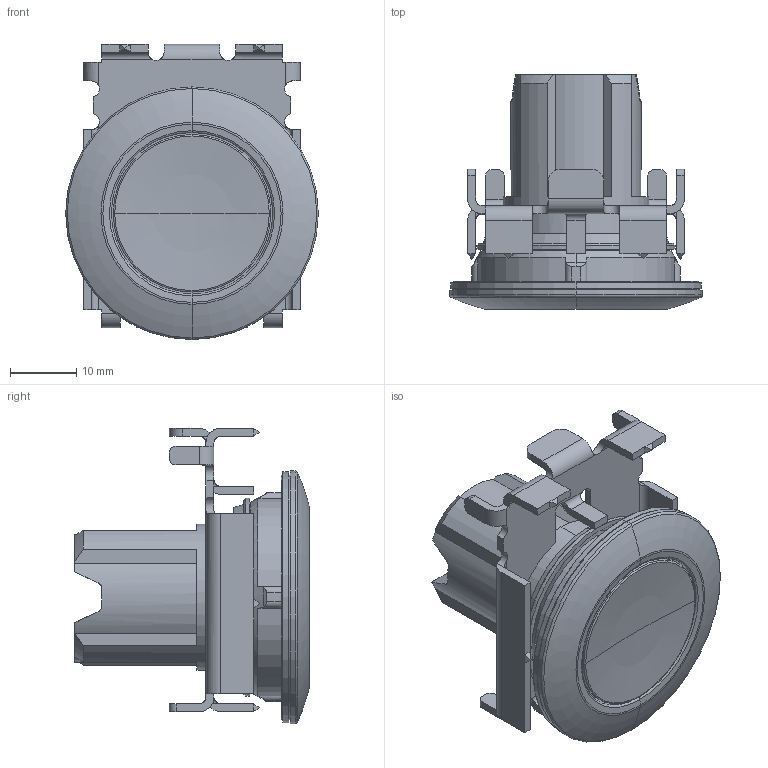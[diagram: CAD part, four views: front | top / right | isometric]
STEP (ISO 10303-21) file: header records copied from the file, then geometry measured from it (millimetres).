
FILE_DESCRIPTION(('STEP AP214'),'1');
FILE_NAME('cctmp_DCE6EDC9-3E8D-4B49-A2B5-AE4D5F9D8F44_2020_3_17_9_53_10_11..stp','2020-03-17T08:53:10',('SIEMENS A&D'),('CADClick - www.CADClick.com'),'Spatial InterOp 3D postprocessed',' ','unknown authorization');
FILE_SCHEMA(('AUTOMOTIVE_DESIGN'));
Length unit declared in the file: millimetre
Products named in the file (1): 1
Bounding box: 38 x 35.3 x 44.4 mm (x, y, z)
Volume: 14746.5 mm3; surface area: 10807.2 mm2
Topology: 3 solids, 3 shells, 362 faces, 979 edges, 630 vertices
Faces by surface type: plane 173, cylinder 107, cone 58, torus 20, sphere 4
Entity records: 14401 total; most frequent: CARTESIAN_POINT 4160, ORIENTED_EDGE 1950, DIRECTION 1897, EDGE_CURVE 975, AXIS2_PLACEMENT_3D 705, VERTEX_POINT 630, LINE 487, VECTOR 487
